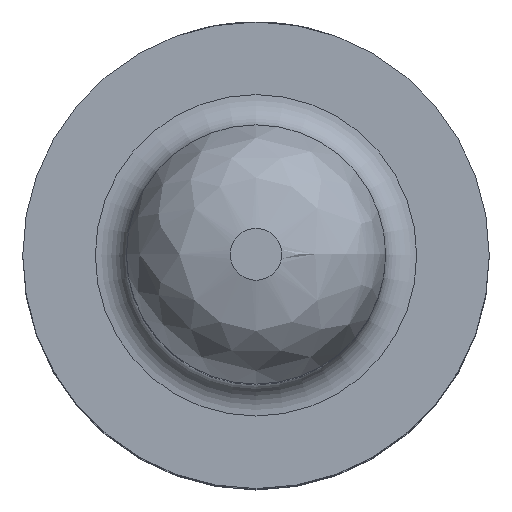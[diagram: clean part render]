
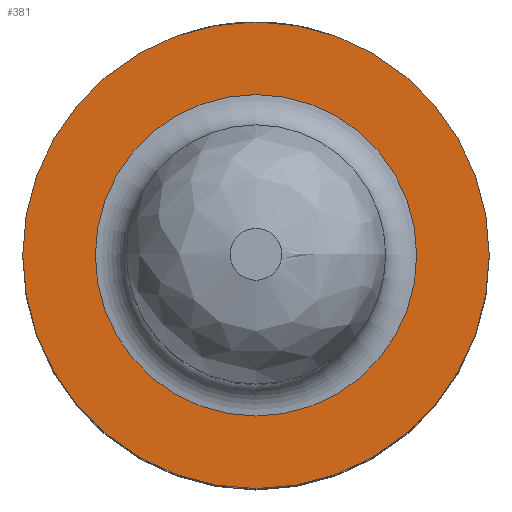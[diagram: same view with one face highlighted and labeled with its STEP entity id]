
A CAD part, top view. The second image highlights one B-rep face of the part: STEP entity #381.
In plain terms, the highlighted planar face has unit normal (0, 0, 1).
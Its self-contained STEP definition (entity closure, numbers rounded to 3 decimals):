
#319=PLANE('',#1185);
#381=ADVANCED_FACE('',(#484,#485),#319,.F.);
#484=FACE_BOUND('',#525,.T.);
#485=FACE_BOUND('',#526,.T.);
#525=EDGE_LOOP('',(#626));
#526=EDGE_LOOP('',(#627));
#626=ORIENTED_EDGE('',*,*,#860,.F.);
#627=ORIENTED_EDGE('',*,*,#831,.T.);
#760=VERTEX_POINT('',#1529);
#789=VERTEX_POINT('',#1748);
#831=EDGE_CURVE('',#760,#760,#918,.T.);
#860=EDGE_CURVE('',#789,#789,#930,.T.);
#918=CIRCLE('',#1157,2.25);
#930=CIRCLE('',#1184,1.55);
#1157=AXIS2_PLACEMENT_3D('',#1528,#1252,#1253);
#1184=AXIS2_PLACEMENT_3D('',#1747,#1312,#1313);
#1185=AXIS2_PLACEMENT_3D('',#1749,#1314,#1315);
#1252=DIRECTION('',(0.,0.,1.));
#1253=DIRECTION('',(1.,0.,0.));
#1312=DIRECTION('',(0.,0.,1.));
#1313=DIRECTION('',(1.,0.,0.));
#1314=DIRECTION('',(0.,0.,-1.));
#1315=DIRECTION('',(-1.,0.,0.));
#1528=CARTESIAN_POINT('',(0.,0.,7.7));
#1529=CARTESIAN_POINT('',(2.25,0.,7.7));
#1747=CARTESIAN_POINT('',(0.,0.,7.7));
#1748=CARTESIAN_POINT('',(1.55,0.,7.7));
#1749=CARTESIAN_POINT('',(0.,2.25,7.7));
